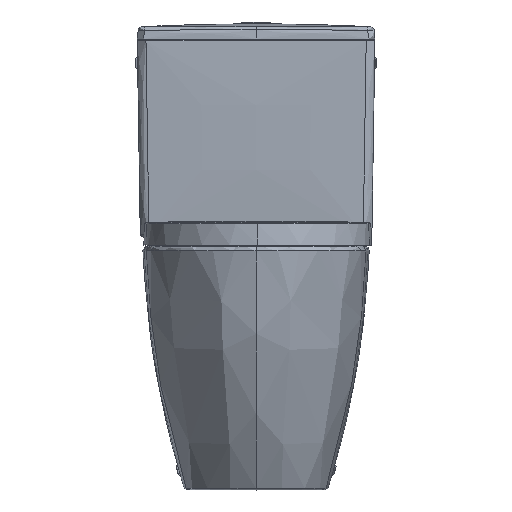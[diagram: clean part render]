
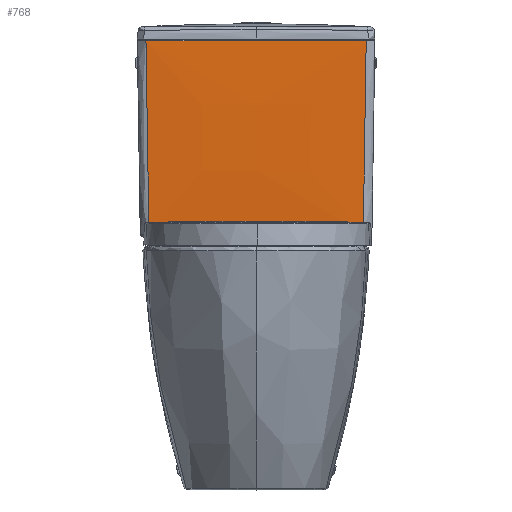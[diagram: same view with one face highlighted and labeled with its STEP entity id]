
A CAD part, front view. The second image highlights one B-rep face of the part: STEP entity #768.
In plain terms, the highlighted free-form (B-spline) face has degree [3, 4] with [4, 5] control points.
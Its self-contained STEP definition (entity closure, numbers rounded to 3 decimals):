
#16=B_SPLINE_SURFACE_WITH_KNOTS('',3,4,((#21916,#21917,#21918,#21919,#21920),
(#21921,#21922,#21923,#21924,#21925),(#21926,#21927,#21928,#21929,#21930),
(#21931,#21932,#21933,#21934,#21935)),.UNSPECIFIED.,.F.,.F.,.F.,(4,4),(5,
5),(0.,325.142),(0.,385.303),.UNSPECIFIED.);
#768=ADVANCED_FACE('',(#2157),#16,.T.);
#2157=FACE_OUTER_BOUND('',#3556,.T.);
#3556=EDGE_LOOP('',(#5080,#5081,#5082,#5083));
#5080=ORIENTED_EDGE('',*,*,#11652,.T.);
#5081=ORIENTED_EDGE('',*,*,#11653,.F.);
#5082=ORIENTED_EDGE('',*,*,#11654,.T.);
#5083=ORIENTED_EDGE('',*,*,#11655,.T.);
#11652=EDGE_CURVE('',#18271,#18270,#14931,.T.);
#11653=EDGE_CURVE('',#18269,#18270,#14932,.T.);
#11654=EDGE_CURVE('',#18269,#18272,#14933,.T.);
#11655=EDGE_CURVE('',#18272,#18271,#14934,.T.);
#14931=B_SPLINE_CURVE_WITH_KNOTS('',3,(#31455,#31456,#31457,#31458),
 .UNSPECIFIED.,.F.,.F.,(4,4),(100.192,533.72),
 .UNSPECIFIED.);
#14932=B_SPLINE_CURVE_WITH_KNOTS('',4,(#31459,#31460,#31461,#31462,#31463),
 .UNSPECIFIED.,.F.,.F.,(5,5),(129.158,629.542),
 .UNSPECIFIED.);
#14933=B_SPLINE_CURVE_WITH_KNOTS('',3,(#31464,#31465,#31466,#31467),
 .UNSPECIFIED.,.F.,.F.,(4,4),(102.562,537.325),
 .UNSPECIFIED.);
#14934=B_SPLINE_CURVE_WITH_KNOTS('',4,(#31468,#31469,#31470,#31471,#31472),
 .UNSPECIFIED.,.F.,.F.,(5,5),(-638.853,-130.861),
 .UNSPECIFIED.);
#18269=VERTEX_POINT('',#31191);
#18270=VERTEX_POINT('',#31192);
#18271=VERTEX_POINT('',#31193);
#18272=VERTEX_POINT('',#31194);
#21916=CARTESIAN_POINT('',(190.066,158.359,30.947));
#21917=CARTESIAN_POINT('',(95.154,153.36,30.947));
#21918=CARTESIAN_POINT('',(0.066,151.691,30.947));
#21919=CARTESIAN_POINT('',(-95.021,153.36,30.947));
#21920=CARTESIAN_POINT('',(-189.934,158.359,30.947));
#21921=CARTESIAN_POINT('',(191.733,155.444,139.281));
#21922=CARTESIAN_POINT('',(95.989,150.383,139.281));
#21923=CARTESIAN_POINT('',(0.066,148.724,139.281));
#21924=CARTESIAN_POINT('',(-95.856,150.383,139.281));
#21925=CARTESIAN_POINT('',(-191.6,155.444,139.281));
#21926=CARTESIAN_POINT('',(193.4,152.528,247.614));
#21927=CARTESIAN_POINT('',(96.826,147.338,247.614));
#21928=CARTESIAN_POINT('',(0.066,145.574,247.614));
#21929=CARTESIAN_POINT('',(-96.693,147.338,247.614));
#21930=CARTESIAN_POINT('',(-193.267,152.528,247.614));
#21931=CARTESIAN_POINT('',(195.066,149.613,355.947));
#21932=CARTESIAN_POINT('',(97.661,144.36,355.947));
#21933=CARTESIAN_POINT('',(0.066,142.606,355.947));
#21934=CARTESIAN_POINT('',(-97.528,144.36,355.947));
#21935=CARTESIAN_POINT('',(-194.934,149.613,355.947));
#31191=CARTESIAN_POINT('',(175.875,157.505,35.809));
#31192=CARTESIAN_POINT('',(-175.743,157.505,35.809));
#31193=CARTESIAN_POINT('',(-180.642,148.951,353.028));
#31194=CARTESIAN_POINT('',(180.774,148.951,353.028));
#31455=CARTESIAN_POINT('',(-180.642,148.951,353.028));
#31456=CARTESIAN_POINT('',(-179.013,151.799,247.289));
#31457=CARTESIAN_POINT('',(-177.372,154.657,141.549));
#31458=CARTESIAN_POINT('',(-175.743,157.505,35.809));
#31459=CARTESIAN_POINT('',(175.875,157.505,35.809));
#31460=CARTESIAN_POINT('',(88.04,153.226,35.809));
#31461=CARTESIAN_POINT('',(0.066,151.799,35.809));
#31462=CARTESIAN_POINT('',(-87.908,153.226,35.809));
#31463=CARTESIAN_POINT('',(-175.743,157.505,35.809));
#31464=CARTESIAN_POINT('',(175.875,157.505,35.809));
#31465=CARTESIAN_POINT('',(177.505,154.657,141.549));
#31466=CARTESIAN_POINT('',(179.145,151.799,247.288));
#31467=CARTESIAN_POINT('',(180.774,148.951,353.028));
#31468=CARTESIAN_POINT('',(180.774,148.951,353.028));
#31469=CARTESIAN_POINT('',(90.495,144.44,353.028));
#31470=CARTESIAN_POINT('',(0.066,142.933,353.028));
#31471=CARTESIAN_POINT('',(-90.363,144.44,353.028));
#31472=CARTESIAN_POINT('',(-180.642,148.951,353.028));
